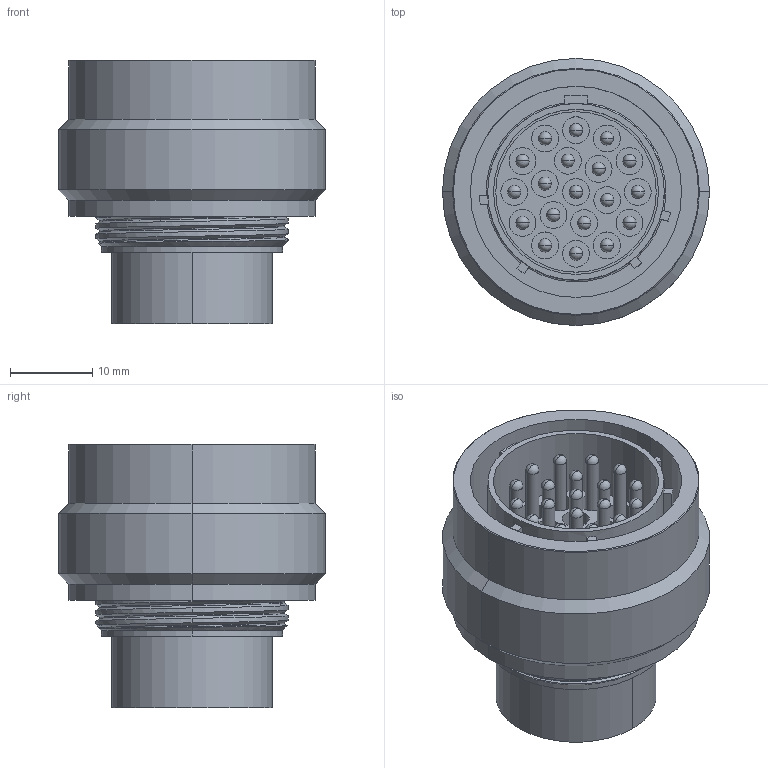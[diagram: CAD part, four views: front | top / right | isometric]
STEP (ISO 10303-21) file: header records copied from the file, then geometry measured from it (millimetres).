
FILE_DESCRIPTION((''),'2;1');
FILE_NAME('UT061619P-CAT_SW_ASM','2010-12-07T',('Gsineau'),(''),'PRO/ENGINEER BY PARAMETRIC TECHNOLOGY CORPORATION, 2010140','PRO/ENGINEER BY PARAMETRIC TECHNOLOGY CORPORATION, 2010140','');
FILE_SCHEMA(('CONFIG_CONTROL_DESIGN'));
Length unit declared in the file: inch
Products named in the file (1): UT061619P-CAT_SW_ASM
Bounding box: 32.45 x 32.45 x 32.05 mm (x, y, z)
Volume: 12421.5 mm3; surface area: 10584.7 mm2
Topology: 1 solids, 1 shells, 283 faces, 642 edges, 389 vertices
Faces by surface type: cylinder 154, plane 64, sphere 38, torus 11, cone 10, bspline 6
Entity records: 9781 total; most frequent: CARTESIAN_POINT 3345, DIRECTION 1478, ORIENTED_EDGE 1208, AXIS2_PLACEMENT_3D 639, EDGE_CURVE 604, VERTEX_POINT 389, CIRCLE 361, EDGE_LOOP 349
